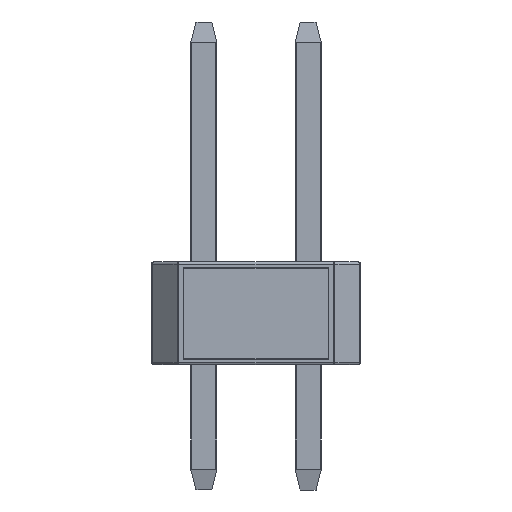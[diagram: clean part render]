
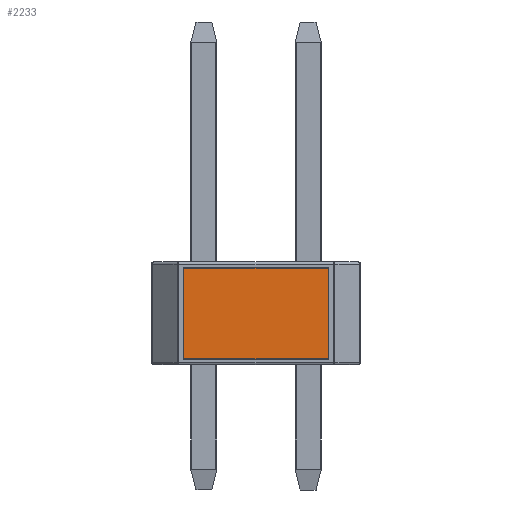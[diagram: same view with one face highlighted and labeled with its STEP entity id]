
A CAD part, left-side view. The second image highlights one B-rep face of the part: STEP entity #2233.
In plain terms, the highlighted planar face has unit normal (-1, 0, 0).
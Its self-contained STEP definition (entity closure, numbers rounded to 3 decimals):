
#282=FACE_OUTER_BOUND('',#408,.T.);
#408=EDGE_LOOP('',(#1810,#1811,#1812,#1813));
#547=LINE('',#3449,#763);
#548=LINE('',#3454,#764);
#551=LINE('',#3462,#767);
#553=LINE('',#3465,#769);
#763=VECTOR('',#2770,10.);
#764=VECTOR('',#2775,10.);
#767=VECTOR('',#2784,10.);
#769=VECTOR('',#2788,10.);
#960=VERTEX_POINT('',#3446);
#961=VERTEX_POINT('',#3448);
#962=VERTEX_POINT('',#3452);
#963=VERTEX_POINT('',#3453);
#1176=EDGE_CURVE('',#961,#960,#547,.T.);
#1178=EDGE_CURVE('',#962,#963,#548,.T.);
#1183=EDGE_CURVE('',#960,#962,#551,.T.);
#1185=EDGE_CURVE('',#963,#961,#553,.T.);
#1810=ORIENTED_EDGE('',*,*,#1183,.T.);
#1811=ORIENTED_EDGE('',*,*,#1178,.T.);
#1812=ORIENTED_EDGE('',*,*,#1185,.T.);
#1813=ORIENTED_EDGE('',*,*,#1176,.T.);
#1996=PLANE('',#2479);
#2233=ADVANCED_FACE('',(#282),#1996,.T.);
#2479=AXIS2_PLACEMENT_3D('',#3663,#3039,#3040);
#2770=DIRECTION('',(0.,1.,0.));
#2775=DIRECTION('',(0.,-1.,0.));
#2784=DIRECTION('',(0.,0.,-1.));
#2788=DIRECTION('',(0.,0.,1.));
#3039=DIRECTION('center_axis',(-1.,0.,0.));
#3040=DIRECTION('ref_axis',(0.,0.,1.));
#3446=CARTESIAN_POINT('',(-1.27,3.023,2.35));
#3448=CARTESIAN_POINT('',(-1.27,-0.488,2.35));
#3449=CARTESIAN_POINT('',(-1.27,3.023,2.35));
#3452=CARTESIAN_POINT('',(-1.27,3.023,0.15));
#3453=CARTESIAN_POINT('',(-1.27,-0.488,0.15));
#3454=CARTESIAN_POINT('',(-1.27,-0.488,0.15));
#3462=CARTESIAN_POINT('',(-1.27,3.023,0.15));
#3465=CARTESIAN_POINT('',(-1.27,-0.488,2.35));
#3663=CARTESIAN_POINT('Origin',(-1.27,1.268,1.25));
